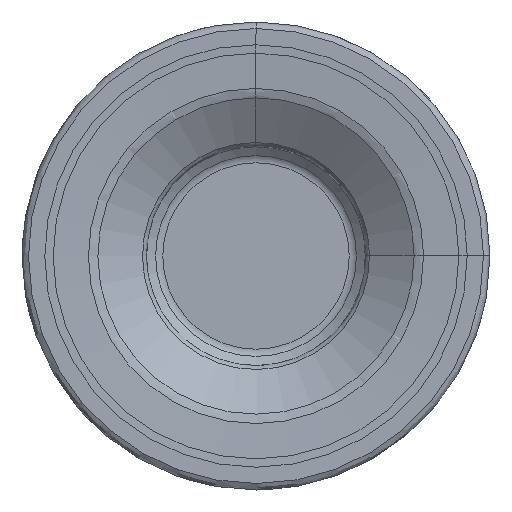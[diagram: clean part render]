
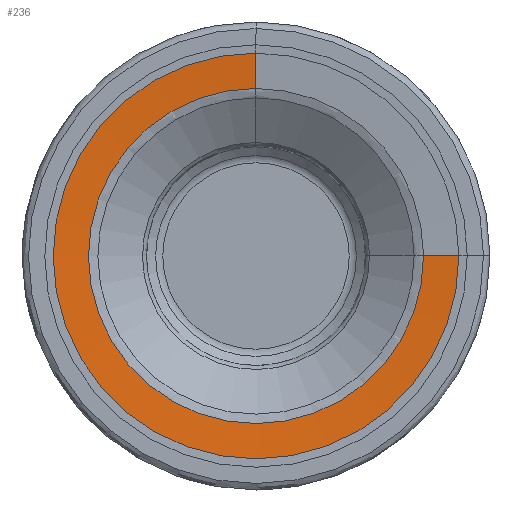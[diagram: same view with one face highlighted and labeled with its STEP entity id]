
A CAD part, left-side view. The second image highlights one B-rep face of the part: STEP entity #236.
In plain terms, the highlighted free-form (B-spline) face has degree [1, 3] with [2, 7] control points.
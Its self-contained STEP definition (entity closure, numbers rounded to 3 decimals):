
#32=LINE('',#1299,#56);
#33=LINE('',#1300,#57);
#56=VECTOR('',#1056,1.);
#57=VECTOR('',#1057,1.);
#82=(
BOUNDED_SURFACE()
B_SPLINE_SURFACE(1,3,((#1301,#1302,#1303,#1304,#1305,#1306,#1307),(#1308,
#1309,#1310,#1311,#1312,#1313,#1314)),.UNSPECIFIED.,.F.,.F.,.F.)
B_SPLINE_SURFACE_WITH_KNOTS((2,2),(4,3,4),(0.,1.),(0.,0.5,1.),
 .UNSPECIFIED.)
GEOMETRIC_REPRESENTATION_ITEM()
RATIONAL_B_SPLINE_SURFACE(((1.,0.588,0.588,1.,0.588,
0.588,1.),(1.,0.588,0.588,1.,0.588,
0.588,1.)))
REPRESENTATION_ITEM('')
SURFACE()
);
#152=FACE_OUTER_BOUND('',#380,.T.);
#236=ADVANCED_FACE('',(#152),#82,.F.);
#380=EDGE_LOOP('',(#474,#475,#476,#477));
#474=ORIENTED_EDGE('',*,*,#704,.F.);
#475=ORIENTED_EDGE('',*,*,#705,.F.);
#476=ORIENTED_EDGE('',*,*,#702,.T.);
#477=ORIENTED_EDGE('',*,*,#706,.F.);
#636=VERTEX_POINT('',#1243);
#639=VERTEX_POINT('',#1248);
#640=VERTEX_POINT('',#1297);
#641=VERTEX_POINT('',#1298);
#702=EDGE_CURVE('',#639,#636,#798,.T.);
#704=EDGE_CURVE('',#640,#641,#800,.T.);
#705=EDGE_CURVE('',#639,#640,#32,.T.);
#706=EDGE_CURVE('',#641,#636,#33,.T.);
#798=CIRCLE('',#890,14.32);
#800=CIRCLE('',#892,17.338);
#890=AXIS2_PLACEMENT_3D('',#1266,#1050,#1051);
#892=AXIS2_PLACEMENT_3D('',#1296,#1054,#1055);
#1050=DIRECTION('',(1.,0.,0.));
#1051=DIRECTION('',(0.,-1.,0.004));
#1054=DIRECTION('',(1.,0.,0.));
#1055=DIRECTION('',(0.,-1.,0.003));
#1056=DIRECTION('',(-0.065,-0.998,0.));
#1057=DIRECTION('',(0.065,0.003,-0.998));
#1243=CARTESIAN_POINT('',(0.25,0.015,14.32));
#1248=CARTESIAN_POINT('',(0.25,-14.32,0.06));
#1266=CARTESIAN_POINT('',(0.25,0.,0.));
#1296=CARTESIAN_POINT('',(0.052,0.,0.));
#1297=CARTESIAN_POINT('',(0.052,-17.338,0.06));
#1298=CARTESIAN_POINT('',(0.052,0.005,17.338));
#1299=CARTESIAN_POINT('',(0.25,-14.32,0.06));
#1300=CARTESIAN_POINT('',(0.25,0.015,14.32));
#1301=CARTESIAN_POINT('',(0.25,-14.32,0.06));
#1302=CARTESIAN_POINT('',(0.25,-14.383,-14.946));
#1303=CARTESIAN_POINT('',(0.25,-0.539,-20.736));
#1304=CARTESIAN_POINT('',(0.25,10.1,-10.152));
#1305=CARTESIAN_POINT('',(0.25,20.738,0.431));
#1306=CARTESIAN_POINT('',(0.25,15.021,14.305));
#1307=CARTESIAN_POINT('',(0.25,0.015,14.32));
#1308=CARTESIAN_POINT('',(0.052,-17.338,0.06));
#1309=CARTESIAN_POINT('',(0.052,-17.401,-18.108));
#1310=CARTESIAN_POINT('',(0.052,-0.634,-25.106));
#1311=CARTESIAN_POINT('',(0.052,12.237,-12.283));
#1312=CARTESIAN_POINT('',(0.052,25.108,0.54));
#1313=CARTESIAN_POINT('',(0.052,18.173,17.333));
#1314=CARTESIAN_POINT('',(0.052,0.005,17.338));
